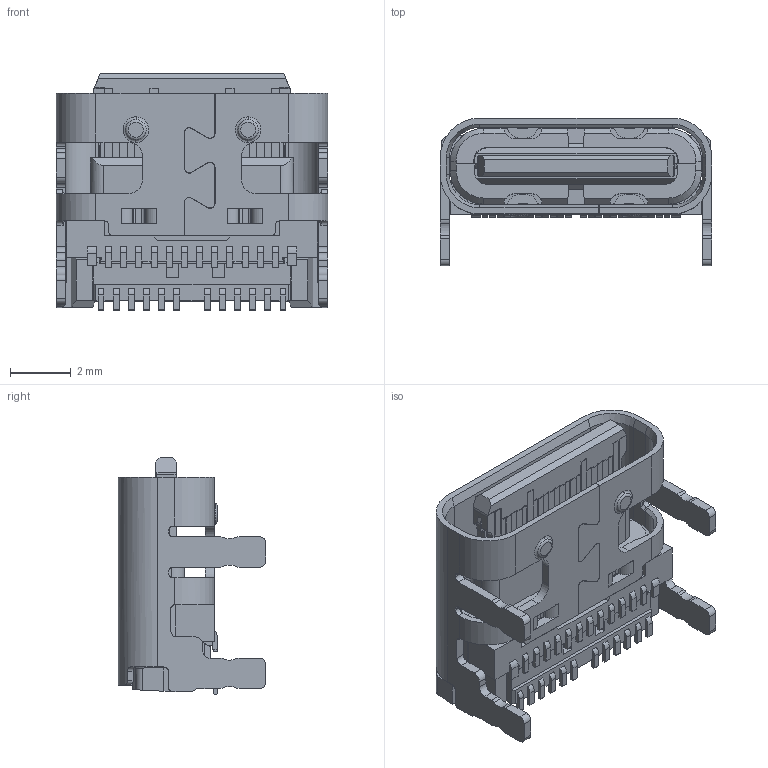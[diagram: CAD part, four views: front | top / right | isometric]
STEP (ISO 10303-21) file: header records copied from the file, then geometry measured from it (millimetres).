
FILE_DESCRIPTION(/* description */ ('STEP AP214'),/* implementation_level */ '2;1');
FILE_NAME(/* name */ 'USB4081-03-A',/* time_stamp */ '2023-03-22T17:08:29+01:00',/* author */ ('License CC BY-ND 4.0'),/* organization */ ('CADENAS'),/* preprocessor_version */ 'ST-DEVELOPER v19.3',/* originating_system */ 'PARTsolutions',/* authorisation */ ' ');
FILE_SCHEMA (('AUTOMOTIVE_DESIGN {1 0 10303 214 3 1 1}'));
Length unit declared in the file: millimetre
Products named in the file (3): USB4081-03-A; USB4081-03-A_PART2; USB4081-03-A_PART1
Assembly tree (2 placements, depth 2):
  USB4081-03-A
    USB4081-03-A_PART2
    USB4081-03-A_PART1
Bounding box: 8.94 x 4.86 x 7.81 mm (x, y, z)
Volume: 119.5 mm3; surface area: 496.5 mm2
Topology: 2 solids, 6 shells, 1141 faces, 3248 edges, 2117 vertices
Faces by surface type: plane 844, cylinder 248, bspline 25, cone 18, torus 6
Entity records: 43089 total; most frequent: CARTESIAN_POINT 7848, ORIENTED_EDGE 6480, DIRECTION 5940, EDGE_CURVE 3240, LINE 2582, VECTOR 2582, VERTEX_POINT 2113, AXIS2_PLACEMENT_3D 1679
